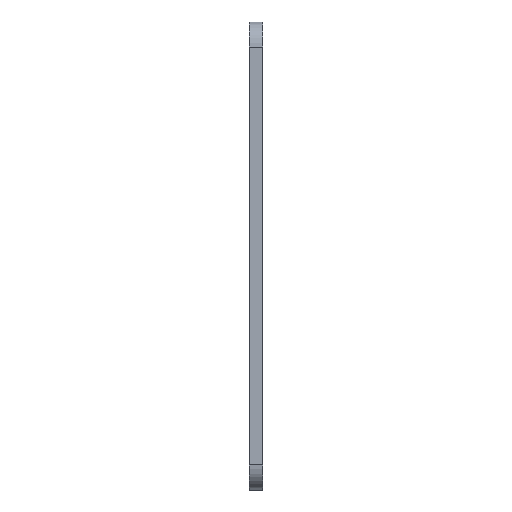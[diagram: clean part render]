
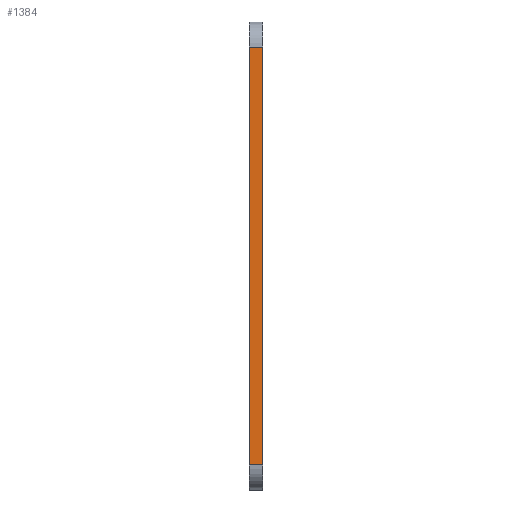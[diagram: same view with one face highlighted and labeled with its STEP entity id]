
A CAD part, left-side view. The second image highlights one B-rep face of the part: STEP entity #1384.
In plain terms, the highlighted planar face has unit normal (-1, 0, 0).
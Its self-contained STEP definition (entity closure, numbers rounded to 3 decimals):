
#17=LINE('',#2357,#33);
#24=LINE('',#2374,#40);
#25=LINE('',#2375,#41);
#26=LINE('',#2376,#42);
#33=VECTOR('',#1989,1000.);
#40=VECTOR('',#2004,1000.);
#41=VECTOR('',#2005,1000.);
#42=VECTOR('',#2006,1000.);
#49=PLANE('',#1603);
#312=FACE_OUTER_BOUND('',#499,.T.);
#499=EDGE_LOOP('',(#1160,#1161,#1162,#1163));
#823=VERTEX_POINT('',#2354);
#824=VERTEX_POINT('',#2356);
#829=VERTEX_POINT('',#2372);
#830=VERTEX_POINT('',#2373);
#957=EDGE_CURVE('',#824,#823,#17,.T.);
#965=EDGE_CURVE('',#829,#830,#24,.T.);
#966=EDGE_CURVE('',#829,#824,#25,.T.);
#967=EDGE_CURVE('',#823,#830,#26,.T.);
#1160=ORIENTED_EDGE('',*,*,#965,.F.);
#1161=ORIENTED_EDGE('',*,*,#966,.T.);
#1162=ORIENTED_EDGE('',*,*,#957,.T.);
#1163=ORIENTED_EDGE('',*,*,#967,.T.);
#1384=ADVANCED_FACE('',(#312),#49,.F.);
#1603=AXIS2_PLACEMENT_3D('',#2371,#2002,#2003);
#1989=DIRECTION('',(0.,0.,1.));
#2002=DIRECTION('center_axis',(1.,0.,0.));
#2003=DIRECTION('ref_axis',(0.,0.,-1.));
#2004=DIRECTION('',(0.,0.,1.));
#2005=DIRECTION('',(0.,-1.,0.));
#2006=DIRECTION('',(0.,1.,0.));
#2354=CARTESIAN_POINT('',(-42.5,-0.8,25.));
#2356=CARTESIAN_POINT('',(-42.5,-0.8,-25.));
#2357=CARTESIAN_POINT('',(-42.5,-0.8,-28.));
#2371=CARTESIAN_POINT('Origin',(-42.5,0.8,-28.));
#2372=CARTESIAN_POINT('',(-42.5,0.8,-25.));
#2373=CARTESIAN_POINT('',(-42.5,0.8,25.));
#2374=CARTESIAN_POINT('',(-42.5,0.8,-28.));
#2375=CARTESIAN_POINT('',(-42.5,0.8,-25.));
#2376=CARTESIAN_POINT('',(-42.5,0.8,25.));
